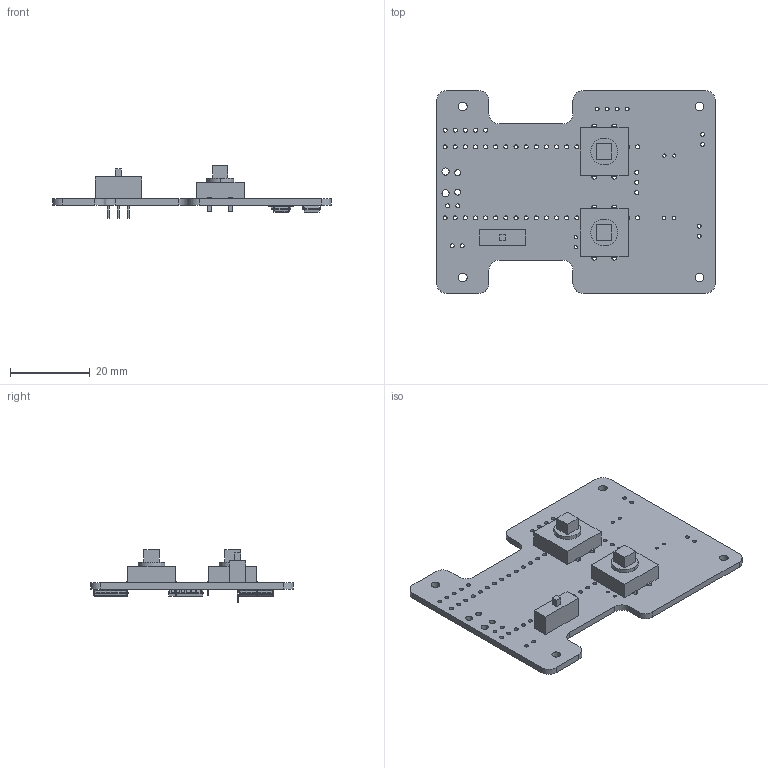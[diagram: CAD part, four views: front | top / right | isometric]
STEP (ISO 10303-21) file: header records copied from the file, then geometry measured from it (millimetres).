
FILE_DESCRIPTION(('KiCad electronic assembly'),'2;1');
FILE_NAME('stroboscope_main_0v1.step','2023-03-30T01:46:39',('Pcbnew'),( 'Kicad'),'Open CASCADE STEP processor 7.5','KiCad to STEP converter' ,'Unknown');
FILE_SCHEMA(('AUTOMOTIVE_DESIGN { 1 0 10303 214 1 1 1 1 }'));
Length unit declared in the file: millimetre
Products named in the file (10): stroboscope_main_0v1 1; PTS125SM85-2_LFS; SOLID; Switch_Slide_EG1218; CD74HCU04M96; COMPOUND; CD4013BM; stroboscope_main_0v1 PCB
Assembly tree (11 placements, depth 3):
  stroboscope_main_0v1 1
    PTS125SM85-2_LFS  x2
      SOLID
    Switch_Slide_EG1218
      SOLID
    CD74HCU04M96  x2
      COMPOUND
    CD4013BM
      COMPOUND
    stroboscope_main_0v1 PCB
Bounding box: 69.85 x 50.8 x 13.26 mm (x, y, z)
Volume: 6708.1 mm3; surface area: 8948 mm2
Topology: 49 solids, 49 shells, 927 faces, 2347 edges, 1526 vertices
Faces by surface type: bspline 816, cylinder 97, plane 14
Full cylindrical faces by diameter (mm): 0.8 x6, 0.9 x3, 0.95 x4, 1 x13, 1.02 x43, 1.3 x8, 1.5 x2, 1.8 x2, 2.2 x4
Entity records: 39135 total; most frequent: CARTESIAN_POINT 15396, B_SPLINE_CURVE_WITH_KNOTS 3432, ORIENTED_EDGE 3266, PCURVE 3266, DEFINITIONAL_REPRESENTATION 3266, EDGE_CURVE 1633, SURFACE_CURVE 1548, DIRECTION 1227
